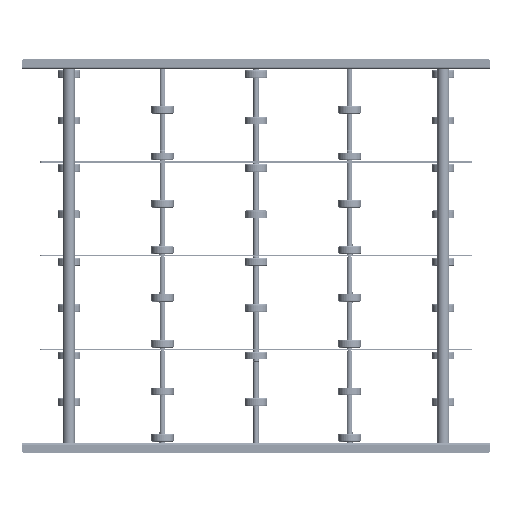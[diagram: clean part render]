
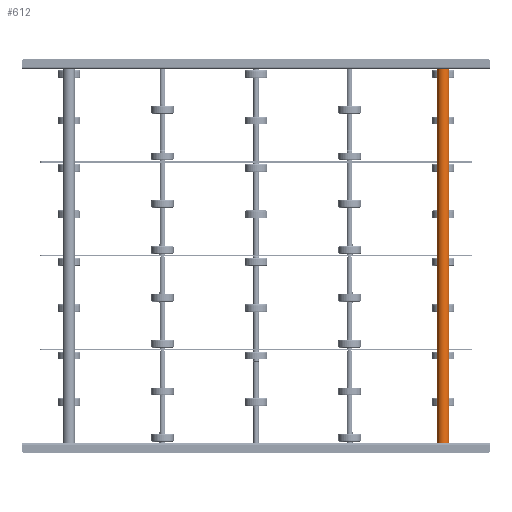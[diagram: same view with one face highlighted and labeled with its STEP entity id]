
A CAD part, front view. The second image highlights one B-rep face of the part: STEP entity #612.
In plain terms, the highlighted cylindrical face has radius 12.5 mm (diameter 25 mm), a partial arc.
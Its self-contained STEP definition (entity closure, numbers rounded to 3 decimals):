
#612 = ADVANCED_FACE ( 'NONE', ( #1856 ), #10358, .T. ) ;
#1083 = VERTEX_POINT ( 'NONE', #14525 ) ;
#1084 = CARTESIAN_POINT ( 'NONE',  ( 1., 0., 12.5 ) ) ;
#1362 = VERTEX_POINT ( 'NONE', #1084 ) ;
#1477 = CARTESIAN_POINT ( 'NONE',  ( 799., 0., -12.5 ) ) ;
#1856 = FACE_OUTER_BOUND ( 'NONE', #20432, .T. ) ;
#2551 = EDGE_CURVE ( 'NONE', #1362, #1083, #10813, .T. ) ;
#3558 = DIRECTION ( 'NONE',  ( -1., 0., 0. ) ) ;
#5166 = ORIENTED_EDGE ( 'NONE', *, *, #16902, .F. ) ;
#5180 = ORIENTED_EDGE ( 'NONE', *, *, #11687, .T. ) ;
#6283 = DIRECTION ( 'NONE',  ( -1., 0., 0. ) ) ;
#7903 = CIRCLE ( 'NONE', #22840, 12.5 ) ;
#8292 = LINE ( 'NONE', #15454, #12310 ) ;
#8811 = CARTESIAN_POINT ( 'NONE',  ( 800., 0., -12.5 ) ) ;
#9361 = ORIENTED_EDGE ( 'NONE', *, *, #19916, .T. ) ;
#9812 = DIRECTION ( 'NONE',  ( 1., 0., 0. ) ) ;
#10358 = CYLINDRICAL_SURFACE ( 'NONE', #13251, 12.5 ) ;
#10637 = VERTEX_POINT ( 'NONE', #1477 ) ;
#10813 = CIRCLE ( 'NONE', #22772, 12.5 ) ;
#11122 = DIRECTION ( 'NONE',  ( 0., 0., -1. ) ) ;
#11687 = EDGE_CURVE ( 'NONE', #19164, #1362, #8292, .T. ) ;
#12310 = VECTOR ( 'NONE', #6283, 1000. ) ;
#12775 = DIRECTION ( 'NONE',  ( -1., 0., 0. ) ) ;
#13024 = VECTOR ( 'NONE', #12775, 1000. ) ;
#13251 = AXIS2_PLACEMENT_3D ( 'NONE', #19750, #21031, #22995 ) ;
#14525 = CARTESIAN_POINT ( 'NONE',  ( 1., 0., -12.5 ) ) ;
#14599 = CARTESIAN_POINT ( 'NONE',  ( 799., 0., 12.5 ) ) ;
#14660 = CARTESIAN_POINT ( 'NONE',  ( 799., 0., 0. ) ) ;
#15454 = CARTESIAN_POINT ( 'NONE',  ( 800., 0., 12.5 ) ) ;
#16902 = EDGE_CURVE ( 'NONE', #10637, #1083, #18196, .T. ) ;
#18177 = ORIENTED_EDGE ( 'NONE', *, *, #2551, .T. ) ;
#18196 = LINE ( 'NONE', #8811, #13024 ) ;
#18966 = CARTESIAN_POINT ( 'NONE',  ( 1., 0., 0. ) ) ;
#19085 = DIRECTION ( 'NONE',  ( 0., 0., -1. ) ) ;
#19164 = VERTEX_POINT ( 'NONE', #14599 ) ;
#19750 = CARTESIAN_POINT ( 'NONE',  ( 800., 0., 0. ) ) ;
#19916 = EDGE_CURVE ( 'NONE', #10637, #19164, #7903, .T. ) ;
#20432 = EDGE_LOOP ( 'NONE', ( #5166, #9361, #5180, #18177 ) ) ;
#21031 = DIRECTION ( 'NONE',  ( -1., 0., 0. ) ) ;
#22772 = AXIS2_PLACEMENT_3D ( 'NONE', #18966, #9812, #19085 ) ;
#22840 = AXIS2_PLACEMENT_3D ( 'NONE', #14660, #3558, #11122 ) ;
#22995 = DIRECTION ( 'NONE',  ( 0., 0., 1. ) ) ;
